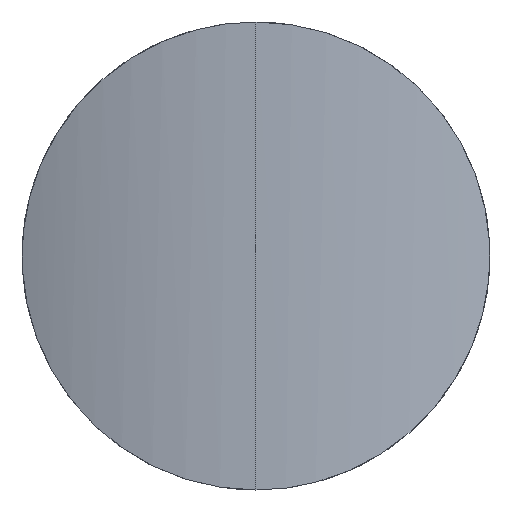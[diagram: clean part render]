
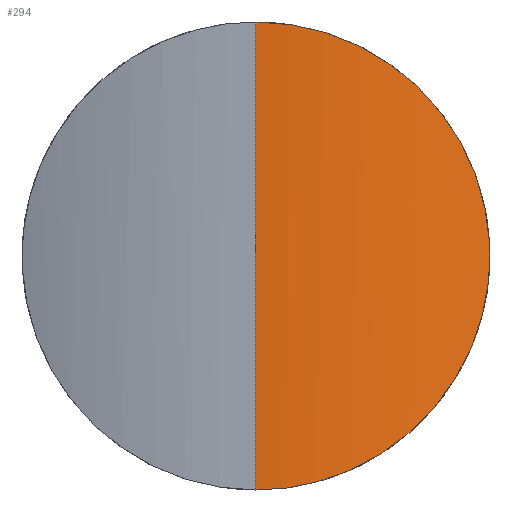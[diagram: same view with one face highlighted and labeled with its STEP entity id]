
A CAD part, left-side view. The second image highlights one B-rep face of the part: STEP entity #294.
In plain terms, the highlighted cylindrical face has radius 30.56 mm (diameter 61.12 mm), a partial arc.
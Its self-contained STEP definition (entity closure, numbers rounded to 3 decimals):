
#1 = AXIS2_PLACEMENT_3D ( 'NONE', #332, #91, #231 ) ;
#6 = CARTESIAN_POINT ( 'NONE',  ( 2.203, -11.394, 14.387 ) ) ;
#13 = VERTEX_POINT ( 'NONE', #52 ) ;
#18 = CARTESIAN_POINT ( 'NONE',  ( 0.03, -1.547, 23.323 ) ) ;
#21 = CARTESIAN_POINT ( 'NONE',  ( 0.233, -3.787, 22.777 ) ) ;
#25 = CARTESIAN_POINT ( 'NONE',  ( 0.439, -5.212, 22.203 ) ) ;
#31 = B_SPLINE_CURVE_WITH_KNOTS ( 'NONE', 3,
 ( #165, #361, #18, #358, #280, #21, #223, #25, #289, #110, #141, #206, #114, #331, #305, #344, #167, #83, #193, #191, #6, #37, #303, #333, #355, #88, #55, #107, #300, #248, #276, #364, #216, #117, #200, #150, #124, #232, #308, #95, #68, #237, #211, #183, #234, #348 ),
 .UNSPECIFIED., .F., .F.,
 ( 4, 2, 2, 2, 2, 2, 2, 2, 2, 2, 2, 2, 2, 2, 2, 2, 2, 2, 2, 2, 2, 2, 4 ),
 ( 0.055, 0.058, 0.059, 0.06, 0.062, 0.063, 0.065, 0.067, 0.069, 0.07, 0.072, 0.074, 0.076, 0.077, 0.078, 0.081, 0.082, 0.083, 0.085, 0.088, 0.089, 0.09, 0.092 ),
 .UNSPECIFIED. ) ;
#35 = EDGE_CURVE ( 'NONE', #13, #81, #31, .T. ) ;
#37 = CARTESIAN_POINT ( 'NONE',  ( 2.296, -11.623, 13.25 ) ) ;
#39 = EDGE_CURVE ( 'NONE', #13, #81, #350, .T. ) ;
#42 = DIRECTION ( 'NONE',  ( 0., 0., -1. ) ) ;
#44 = ORIENTED_EDGE ( 'NONE', *, *, #35, .F. ) ;
#52 = CARTESIAN_POINT ( 'NONE',  ( 0., 0., 23.4 ) ) ;
#55 = CARTESIAN_POINT ( 'NONE',  ( 2.167, -11.303, 8.652 ) ) ;
#68 = CARTESIAN_POINT ( 'NONE',  ( 0.235, -3.802, 0.628 ) ) ;
#75 = VECTOR ( 'NONE', #42, 1000. ) ;
#81 = VERTEX_POINT ( 'NONE', #322 ) ;
#82 = FACE_OUTER_BOUND ( 'NONE', #197, .T. ) ;
#83 = CARTESIAN_POINT ( 'NONE',  ( 2.026, -10.942, 15.86 ) ) ;
#88 = CARTESIAN_POINT ( 'NONE',  ( 2.204, -11.396, 9.025 ) ) ;
#91 = DIRECTION ( 'NONE',  ( 0., 0., -1. ) ) ;
#95 = CARTESIAN_POINT ( 'NONE',  ( 0.283, -4.162, 0.759 ) ) ;
#107 = CARTESIAN_POINT ( 'NONE',  ( 2.078, -11.077, 7.914 ) ) ;
#110 = CARTESIAN_POINT ( 'NONE',  ( 0.771, -6.831, 21.206 ) ) ;
#114 = CARTESIAN_POINT ( 'NONE',  ( 1.066, -8.007, 20.239 ) ) ;
#117 = CARTESIAN_POINT ( 'NONE',  ( 1.292, -8.797, 3.977 ) ) ;
#124 = CARTESIAN_POINT ( 'NONE',  ( 0.843, -7.157, 2.413 ) ) ;
#141 = CARTESIAN_POINT ( 'NONE',  ( 0.844, -7.14, 20.977 ) ) ;
#150 = CARTESIAN_POINT ( 'NONE',  ( 0.992, -7.743, 2.896 ) ) ;
#165 = CARTESIAN_POINT ( 'NONE',  ( 0., 0., 23.4 ) ) ;
#167 = CARTESIAN_POINT ( 'NONE',  ( 1.86, -10.502, 16.912 ) ) ;
#183 = CARTESIAN_POINT ( 'NONE',  ( 0.03, -1.55, 0.077 ) ) ;
#191 = CARTESIAN_POINT ( 'NONE',  ( 2.165, -11.298, 14.765 ) ) ;
#192 = CYLINDRICAL_SURFACE ( 'NONE', #1, 30.56 ) ;
#193 = CARTESIAN_POINT ( 'NONE',  ( 2.076, -11.072, 15.501 ) ) ;
#197 = EDGE_LOOP ( 'NONE', ( #44, #315 ) ) ;
#200 = CARTESIAN_POINT ( 'NONE',  ( 1.217, -8.543, 3.697 ) ) ;
#206 = CARTESIAN_POINT ( 'NONE',  ( 0.992, -7.727, 20.493 ) ) ;
#211 = CARTESIAN_POINT ( 'NONE',  ( 0.116, -2.688, 0.306 ) ) ;
#216 = CARTESIAN_POINT ( 'NONE',  ( 1.442, -9.28, 4.564 ) ) ;
#223 = CARTESIAN_POINT ( 'NONE',  ( 0.281, -4.152, 22.645 ) ) ;
#231 = DIRECTION ( 'NONE',  ( -1., 0., 0. ) ) ;
#232 = CARTESIAN_POINT ( 'NONE',  ( 0.565, -5.884, 1.558 ) ) ;
#234 = CARTESIAN_POINT ( 'NONE',  ( 0., -0.781, 0. ) ) ;
#237 = CARTESIAN_POINT ( 'NONE',  ( 0.152, -3.066, 0.402 ) ) ;
#248 = CARTESIAN_POINT ( 'NONE',  ( 1.86, -10.504, 6.49 ) ) ;
#276 = CARTESIAN_POINT ( 'NONE',  ( 1.729, -10.145, 5.822 ) ) ;
#280 = CARTESIAN_POINT ( 'NONE',  ( 0.15, -3.049, 23.002 ) ) ;
#289 = CARTESIAN_POINT ( 'NONE',  ( 0.564, -5.881, 21.843 ) ) ;
#294 = ADVANCED_FACE ( 'NONE', ( #82 ), #192, .T. ) ;
#296 = CARTESIAN_POINT ( 'NONE',  ( 0., 0., 23.4 ) ) ;
#300 = CARTESIAN_POINT ( 'NONE',  ( 2.027, -10.946, 7.549 ) ) ;
#303 = CARTESIAN_POINT ( 'NONE',  ( 2.328, -11.7, 12.48 ) ) ;
#305 = CARTESIAN_POINT ( 'NONE',  ( 1.443, -9.29, 18.853 ) ) ;
#308 = CARTESIAN_POINT ( 'NONE',  ( 0.44, -5.215, 1.199 ) ) ;
#315 = ORIENTED_EDGE ( 'NONE', *, *, #39, .T. ) ;
#322 = CARTESIAN_POINT ( 'NONE',  ( 0., 0., 0. ) ) ;
#331 = CARTESIAN_POINT ( 'NONE',  ( 1.292, -8.808, 19.438 ) ) ;
#332 = CARTESIAN_POINT ( 'NONE',  ( 30.56, 0., 23.4 ) ) ;
#333 = CARTESIAN_POINT ( 'NONE',  ( 2.328, -11.7, 10.919 ) ) ;
#344 = CARTESIAN_POINT ( 'NONE',  ( 1.729, -10.144, 17.581 ) ) ;
#348 = CARTESIAN_POINT ( 'NONE',  ( 0., 0., 0. ) ) ;
#350 = LINE ( 'NONE', #296, #75 ) ;
#355 = CARTESIAN_POINT ( 'NONE',  ( 2.296, -11.623, 10.153 ) ) ;
#358 = CARTESIAN_POINT ( 'NONE',  ( 0.115, -2.676, 23.096 ) ) ;
#361 = CARTESIAN_POINT ( 'NONE',  ( 0., -0.781, 23.4 ) ) ;
#364 = CARTESIAN_POINT ( 'NONE',  ( 1.516, -9.509, 4.873 ) ) ;
